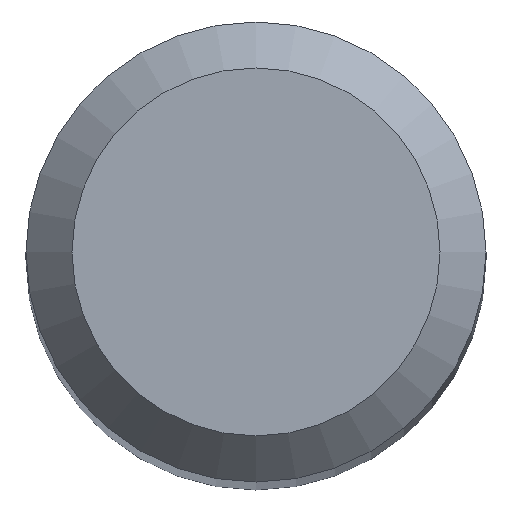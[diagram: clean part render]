
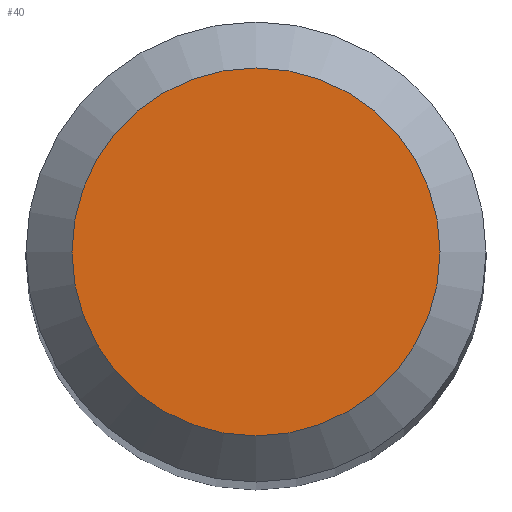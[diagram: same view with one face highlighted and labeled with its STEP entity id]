
A CAD part, top view. The second image highlights one B-rep face of the part: STEP entity #40.
In plain terms, the highlighted planar face has unit normal (0, 0, 1).
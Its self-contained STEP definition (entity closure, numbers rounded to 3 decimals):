
#1 = CIRCLE ( 'NONE', #202, 1.2 ) ;
#31 = ORIENTED_EDGE ( 'NONE', *, *, #95, .F. ) ;
#38 = VERTEX_POINT ( 'NONE', #128 ) ;
#40 = ADVANCED_FACE ( 'NONE', ( #172 ), #119, .F. ) ;
#79 = DIRECTION ( 'NONE',  ( 0., 1., 0. ) ) ;
#95 = EDGE_CURVE ( 'NONE', #38, #38, #1, .T. ) ;
#100 = DIRECTION ( 'NONE',  ( 0., 0., -1. ) ) ;
#106 = DIRECTION ( 'NONE',  ( 0., 1., 0. ) ) ;
#119 = PLANE ( 'NONE',  #129 ) ;
#128 = CARTESIAN_POINT ( 'NONE',  ( 0., 1.2, 38. ) ) ;
#129 = AXIS2_PLACEMENT_3D ( 'NONE', #198, #234, #79 ) ;
#149 = EDGE_LOOP ( 'NONE', ( #31 ) ) ;
#172 = FACE_OUTER_BOUND ( 'NONE', #149, .T. ) ;
#198 = CARTESIAN_POINT ( 'NONE',  ( 0., 0., 38. ) ) ;
#202 = AXIS2_PLACEMENT_3D ( 'NONE', #207, #100, #106 ) ;
#207 = CARTESIAN_POINT ( 'NONE',  ( 0., 0., 38. ) ) ;
#234 = DIRECTION ( 'NONE',  ( 0., 0., -1. ) ) ;
